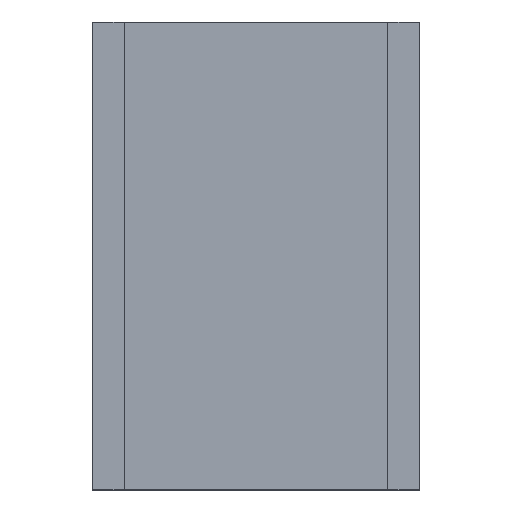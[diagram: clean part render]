
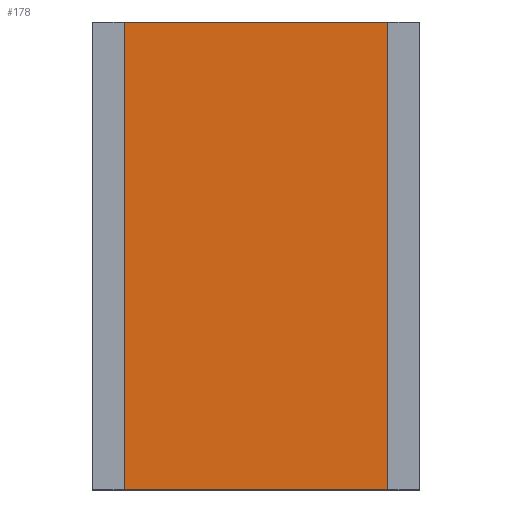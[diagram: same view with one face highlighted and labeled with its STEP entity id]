
A CAD part, top view. The second image highlights one B-rep face of the part: STEP entity #178.
In plain terms, the highlighted planar face has unit normal (0, 0, 1).
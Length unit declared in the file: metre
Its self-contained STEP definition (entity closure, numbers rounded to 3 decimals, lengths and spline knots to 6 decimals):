
#12=ORIENTED_EDGE('',*,*,#60,.F.);
#13=ORIENTED_EDGE('',*,*,#61,.F.);
#14=ORIENTED_EDGE('',*,*,#62,.T.);
#15=ORIENTED_EDGE('',*,*,#63,.T.);
#60=EDGE_CURVE('',#84,#85,#100,.T.);
#61=EDGE_CURVE('',#86,#84,#101,.T.);
#62=EDGE_CURVE('',#86,#87,#102,.T.);
#63=EDGE_CURVE('',#87,#85,#103,.T.);
#84=VERTEX_POINT('',#260);
#85=VERTEX_POINT('',#261);
#86=VERTEX_POINT('',#263);
#87=VERTEX_POINT('',#265);
#100=LINE('',#259,#124);
#101=LINE('',#262,#125);
#102=LINE('',#264,#126);
#103=LINE('',#266,#127);
#124=VECTOR('',#215,1.);
#125=VECTOR('',#216,1.);
#126=VECTOR('',#217,1.);
#127=VECTOR('',#218,1.);
#148=EDGE_LOOP('',(#12,#13,#14,#15));
#158=FACE_BOUND('',#148,.T.);
#168=PLANE('',#201);
#178=ADVANCED_FACE('',(#158),#168,.T.);
#201=AXIS2_PLACEMENT_3D('',#258,#213,#214);
#213=DIRECTION('',(0.,0.,1.));
#214=DIRECTION('',(1.,0.,0.));
#215=DIRECTION('',(0.,-1.,0.));
#216=DIRECTION('',(1.,0.,0.));
#217=DIRECTION('',(0.,-1.,0.));
#218=DIRECTION('',(1.,0.,0.));
#258=CARTESIAN_POINT('',(0.00254,0.01361,0.0021));
#259=CARTESIAN_POINT('',(0.00789,0.01361,0.0021));
#260=CARTESIAN_POINT('',(0.00789,0.02311,0.0021));
#261=CARTESIAN_POINT('',(0.00789,0.00411,0.0021));
#262=CARTESIAN_POINT('',(0.00254,0.02311,0.0021));
#263=CARTESIAN_POINT('',(-0.00281,0.02311,0.0021));
#264=CARTESIAN_POINT('',(-0.00281,0.01361,0.0021));
#265=CARTESIAN_POINT('',(-0.00281,0.00411,0.0021));
#266=CARTESIAN_POINT('',(0.00254,0.00411,0.0021));
